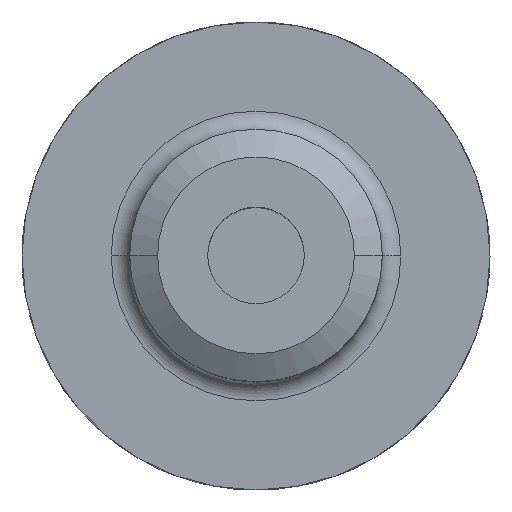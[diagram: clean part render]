
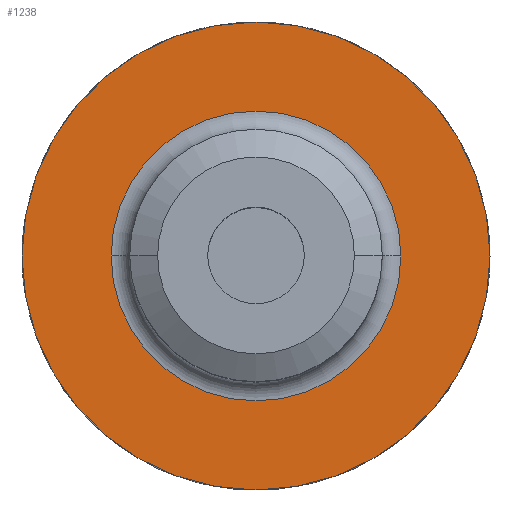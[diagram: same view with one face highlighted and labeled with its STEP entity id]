
A CAD part, top view. The second image highlights one B-rep face of the part: STEP entity #1238.
In plain terms, the highlighted planar face has unit normal (0, 0, 1).
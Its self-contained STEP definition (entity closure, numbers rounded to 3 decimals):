
#219 = AXIS2_PLACEMENT_3D ( 'NONE', #687, #1591, #1597 ) ;
#251 = AXIS2_PLACEMENT_3D ( 'NONE', #1288, #574, #1274 ) ;
#305 = AXIS2_PLACEMENT_3D ( 'NONE', #695, #855, #634 ) ;
#392 = ORIENTED_EDGE ( 'NONE', *, *, #1737, .F. ) ;
#397 = AXIS2_PLACEMENT_3D ( 'NONE', #577, #1720, #1736 ) ;
#456 = FACE_BOUND ( 'NONE', #1590, .T. ) ;
#467 = CARTESIAN_POINT ( 'NONE',  ( -19.5, 0., 27. ) ) ;
#486 = EDGE_CURVE ( 'NONE', #1724, #1173, #1585, .T. ) ;
#493 = DIRECTION ( 'NONE',  ( 0., 0., -1. ) ) ;
#495 = FACE_OUTER_BOUND ( 'NONE', #1047, .T. ) ;
#506 = EDGE_CURVE ( 'NONE', #1173, #1724, #1686, .T. ) ;
#539 = EDGE_CURVE ( 'NONE', #1733, #1277, #1012, .T. ) ;
#540 = CARTESIAN_POINT ( 'NONE',  ( 31.5, 0., 27. ) ) ;
#574 = DIRECTION ( 'NONE',  ( 0., 0., -1. ) ) ;
#577 = CARTESIAN_POINT ( 'NONE',  ( 0., 0., 27. ) ) ;
#593 = ORIENTED_EDGE ( 'NONE', *, *, #486, .T. ) ;
#604 = CARTESIAN_POINT ( 'NONE',  ( 19.5, 0., 27. ) ) ;
#618 = ORIENTED_EDGE ( 'NONE', *, *, #539, .F. ) ;
#634 = DIRECTION ( 'NONE',  ( -1., 0., 0. ) ) ;
#687 = CARTESIAN_POINT ( 'NONE',  ( 0., 0., 27. ) ) ;
#695 = CARTESIAN_POINT ( 'NONE',  ( 0., 0., 27. ) ) ;
#702 = PLANE ( 'NONE',  #251 ) ;
#746 = ORIENTED_EDGE ( 'NONE', *, *, #506, .T. ) ;
#855 = DIRECTION ( 'NONE',  ( 0., 0., -1. ) ) ;
#1012 = CIRCLE ( 'NONE', #397, 31.5 ) ;
#1047 = EDGE_LOOP ( 'NONE', ( #392, #618 ) ) ;
#1157 = CARTESIAN_POINT ( 'NONE',  ( 0., 0., 27. ) ) ;
#1173 = VERTEX_POINT ( 'NONE', #467 ) ;
#1238 = ADVANCED_FACE ( 'NONE', ( #456, #495 ), #702, .F. ) ;
#1274 = DIRECTION ( 'NONE',  ( -1., 0., 0. ) ) ;
#1277 = VERTEX_POINT ( 'NONE', #1506 ) ;
#1288 = CARTESIAN_POINT ( 'NONE',  ( 0., 0., 27. ) ) ;
#1458 = CIRCLE ( 'NONE', #1576, 31.5 ) ;
#1506 = CARTESIAN_POINT ( 'NONE',  ( -31.5, 0., 27. ) ) ;
#1576 = AXIS2_PLACEMENT_3D ( 'NONE', #1157, #493, #1797 ) ;
#1585 = CIRCLE ( 'NONE', #219, 19.5 ) ;
#1590 = EDGE_LOOP ( 'NONE', ( #746, #593 ) ) ;
#1591 = DIRECTION ( 'NONE',  ( 0., 0., -1. ) ) ;
#1597 = DIRECTION ( 'NONE',  ( -1., 0., 0. ) ) ;
#1686 = CIRCLE ( 'NONE', #305, 19.5 ) ;
#1720 = DIRECTION ( 'NONE',  ( 0., 0., -1. ) ) ;
#1724 = VERTEX_POINT ( 'NONE', #604 ) ;
#1733 = VERTEX_POINT ( 'NONE', #540 ) ;
#1736 = DIRECTION ( 'NONE',  ( -1., 0., 0. ) ) ;
#1737 = EDGE_CURVE ( 'NONE', #1277, #1733, #1458, .T. ) ;
#1797 = DIRECTION ( 'NONE',  ( -1., 0., 0. ) ) ;
